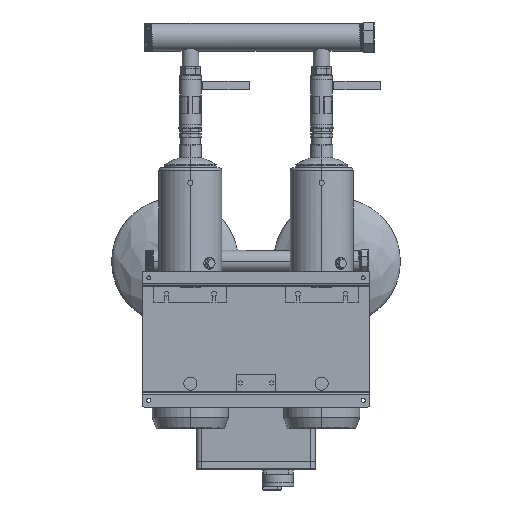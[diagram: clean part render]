
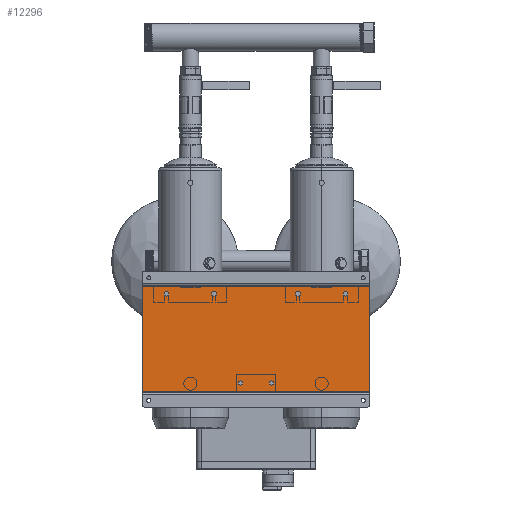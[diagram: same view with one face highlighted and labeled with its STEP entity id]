
A CAD part, front view. The second image highlights one B-rep face of the part: STEP entity #12296.
In plain terms, the highlighted planar face has unit normal (0, -1, 0).
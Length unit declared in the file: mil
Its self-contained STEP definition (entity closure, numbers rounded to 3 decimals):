
#2121 = ORIENTED_EDGE ( 'NONE', *, *, #59029, .F. ) ;
#2769 = DIRECTION ( 'NONE',  ( 0., 1., 0. ) ) ;
#2859 = LINE ( 'NONE', #8072, #39413 ) ;
#4265 = VERTEX_POINT ( 'NONE', #39840 ) ;
#6306 = EDGE_CURVE ( 'NONE', #4265, #10682, #2859, .T. ) ;
#7292 = CARTESIAN_POINT ( 'NONE',  ( 10236.22, 2047.244, 4724.409 ) ) ;
#7662 = LINE ( 'NONE', #7292, #26783 ) ;
#7985 = AXIS2_PLACEMENT_3D ( 'NONE', #43258, #2769, #42516 ) ;
#8072 = CARTESIAN_POINT ( 'NONE',  ( -10236.22, 2047.244, -4724.409 ) ) ;
#9147 = DIRECTION ( 'NONE',  ( -1., 0., 0. ) ) ;
#10094 = EDGE_CURVE ( 'NONE', #19244, #10682, #38832, .T. ) ;
#10636 = ORIENTED_EDGE ( 'NONE', *, *, #18694, .T. ) ;
#10682 = VERTEX_POINT ( 'NONE', #25795 ) ;
#11529 = CARTESIAN_POINT ( 'NONE',  ( 10236.22, 2047.244, 4724.409 ) ) ;
#11973 = CARTESIAN_POINT ( 'NONE',  ( 10236.22, 2047.244, -4724.409 ) ) ;
#12296 = ADVANCED_FACE ( 'NONE', ( #54810 ), #64492, .F. ) ;
#13419 = ORIENTED_EDGE ( 'NONE', *, *, #10094, .F. ) ;
#18694 = EDGE_CURVE ( 'NONE', #36008, #4265, #45873, .T. ) ;
#19244 = VERTEX_POINT ( 'NONE', #11973 ) ;
#21637 = VECTOR ( 'NONE', #22459, 39370.079 ) ;
#22459 = DIRECTION ( 'NONE',  ( -1., 0., 0. ) ) ;
#25795 = CARTESIAN_POINT ( 'NONE',  ( -10236.22, 2047.244, -4724.409 ) ) ;
#26247 = CARTESIAN_POINT ( 'NONE',  ( 10236.22, 2047.244, -4724.409 ) ) ;
#26783 = VECTOR ( 'NONE', #29958, 39370.079 ) ;
#29958 = DIRECTION ( 'NONE',  ( 0., 0., -1. ) ) ;
#36008 = VERTEX_POINT ( 'NONE', #11529 ) ;
#37046 = DIRECTION ( 'NONE',  ( 0., 0., -1. ) ) ;
#38832 = LINE ( 'NONE', #26247, #69680 ) ;
#39413 = VECTOR ( 'NONE', #37046, 39370.079 ) ;
#39840 = CARTESIAN_POINT ( 'NONE',  ( -10236.22, 2047.244, 4724.409 ) ) ;
#42516 = DIRECTION ( 'NONE',  ( 1., 0., 0. ) ) ;
#43258 = CARTESIAN_POINT ( 'NONE',  ( 10236.22, 2047.244, -4724.409 ) ) ;
#45873 = LINE ( 'NONE', #52568, #21637 ) ;
#46517 = EDGE_LOOP ( 'NONE', ( #72397, #13419, #2121, #10636 ) ) ;
#52568 = CARTESIAN_POINT ( 'NONE',  ( 10236.22, 2047.244, 4724.409 ) ) ;
#54810 = FACE_OUTER_BOUND ( 'NONE', #46517, .T. ) ;
#59029 = EDGE_CURVE ( 'NONE', #36008, #19244, #7662, .T. ) ;
#64492 = PLANE ( 'NONE',  #7985 ) ;
#69680 = VECTOR ( 'NONE', #9147, 39370.079 ) ;
#72397 = ORIENTED_EDGE ( 'NONE', *, *, #6306, .T. ) ;
